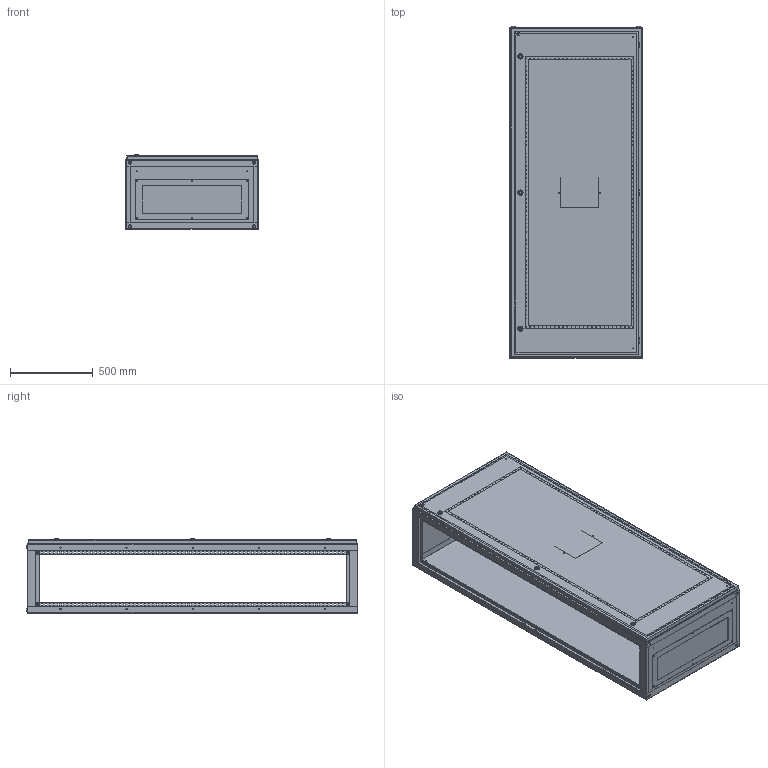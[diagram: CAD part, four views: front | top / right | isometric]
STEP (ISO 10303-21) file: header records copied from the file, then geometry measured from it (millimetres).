
FILE_DESCRIPTION (( 'STEP AP214' ), '1' );
FILE_NAME ('YKM50-2000-800-450-54 SMART Êîðïóñ ìåòàë. ñáîðíûé ÂÐÓ 2000õ800õ450 IP54 IEK.STEP', '2024-04-09T13:50:34', ( '' ), ( '' ), 'SwSTEP 2.0', 'SolidWorks 2022', '' );
FILE_SCHEMA (( 'AUTOMOTIVE_DESIGN' ));
Length unit declared in the file: millimetre
Products named in the file (3): Дверь для ВРУ-1 2000х800 IP54; YKM50-2000-800-450-54 SMART Корпус метал. сборный ВРУ 2000х800х450 IP54 IEK; Каркас ВРУ 2000х800х450 IP54
Assembly tree (2 placements, depth 2):
  YKM50-2000-800-450-54 SMART Корпус метал. сборный ВРУ 2000х800х450 IP54 IEK
    Каркас ВРУ 2000х800х450 IP54
    Дверь для ВРУ-1 2000х800 IP54
Bounding box: 800 x 2009.5 x 450.5 mm (x, y, z)
Volume: 8886892.4 mm3; surface area: 10467862.4 mm2
Topology: 36 solids, 40 shells, 3542 faces, 9158 edges, 5886 vertices
Faces by surface type: plane 2367, cylinder 826, cone 194, bspline 61, sphere 56, torus 38
Entity records: 111177 total; most frequent: CARTESIAN_POINT 21934, ORIENTED_EDGE 18188, DIRECTION 17407, EDGE_CURVE 9094, LINE 6641, VECTOR 6641, VERTEX_POINT 5886, AXIS2_PLACEMENT_3D 5383
